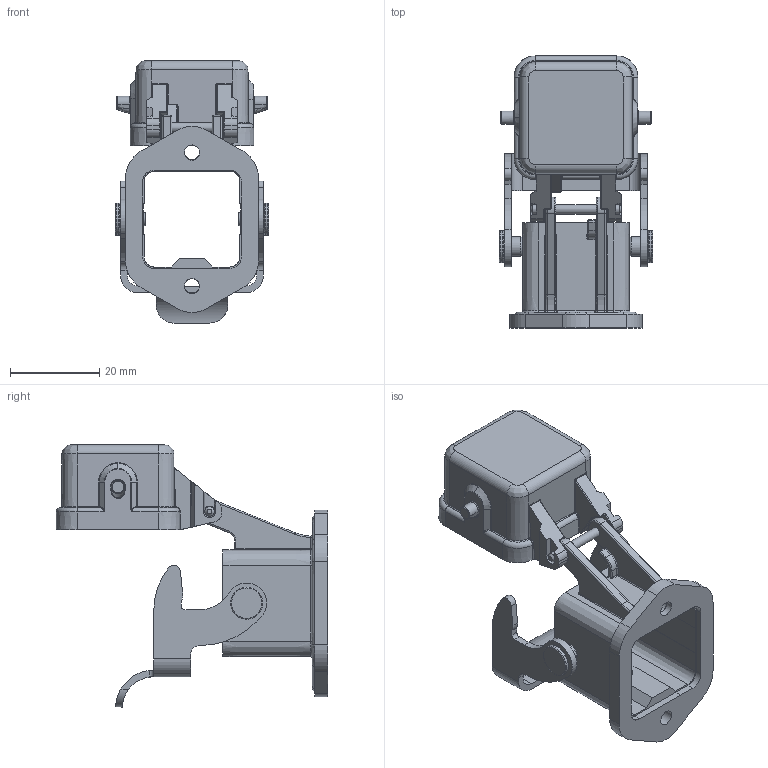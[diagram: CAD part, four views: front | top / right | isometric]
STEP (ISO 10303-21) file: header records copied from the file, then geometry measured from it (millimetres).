
FILE_DESCRIPTION(/* description */ (''),/* implementation_level */ '2;1');
FILE_NAME(/* name */ 'H3A-BK-1L-MCV-M.stp',/* time_stamp */ '2022-10-20T17:51:06+08:00',/* author */ (''),/* organization */ (''),/* preprocessor_version */ 'ST-DEVELOPER v16',/* originating_system */ 'SIEMENS PLM Software NX 10.0',/* authorisation */ '');
FILE_SCHEMA (('AP203_CONFIGURATION_CONTROLLED_3D_DESIGN_OF_MECHANICAL_PARTS_AND_ASSEMBLIES_MIM_LF { 1 0 10303 403 2 1 2}'));
Length unit declared in the file: millimetre
Products named in the file (1): Admi62B47F301pgl
Bounding box: 34.3 x 60.85 x 58.66 mm (x, y, z)
Volume: 10235.2 mm3; surface area: 14218.8 mm2
Topology: 2 solids, 2 shells, 557 faces, 1364 edges, 824 vertices
Faces by surface type: cylinder 188, plane 153, bspline 111, torus 52, cone 38, sphere 15
Full cylindrical faces by diameter (mm): 2.05 x2, 2.1 x3, 2.3 x2, 3 x2, 3.1 x3, 3.4 x3, 4.4 x2, 6 x1, 7.2 x2
Entity records: 19987 total; most frequent: CARTESIAN_POINT 7733, ORIENTED_EDGE 2612, DIRECTION 2393, EDGE_CURVE 1306, AXIS2_PLACEMENT_3D 936, VERTEX_POINT 809, EDGE_LOOP 629, ADVANCED_FACE 557
